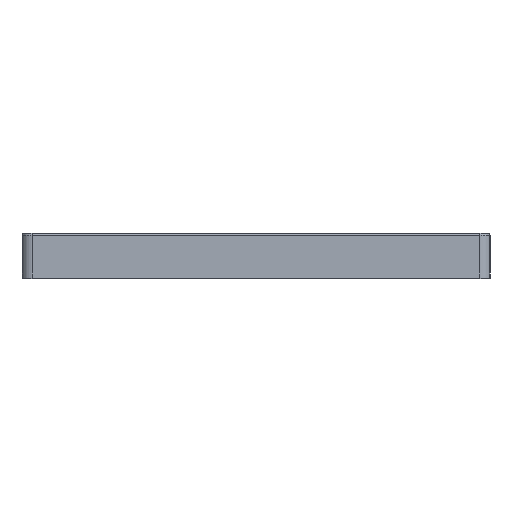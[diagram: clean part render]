
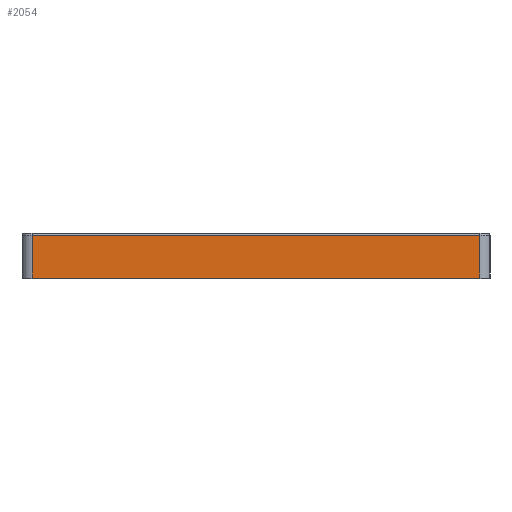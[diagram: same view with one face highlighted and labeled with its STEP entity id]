
A CAD part, left-side view. The second image highlights one B-rep face of the part: STEP entity #2054.
In plain terms, the highlighted planar face has unit normal (-1, 0, 0).
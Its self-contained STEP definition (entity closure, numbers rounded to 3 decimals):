
#65=PLANE('',#2284);
#164=LINE('',#3500,#316);
#166=LINE('',#3509,#318);
#167=LINE('',#3511,#319);
#168=LINE('',#3512,#320);
#316=VECTOR('',#2776,10.);
#318=VECTOR('',#2788,10.);
#319=VECTOR('',#2789,10.);
#320=VECTOR('',#2790,10.);
#492=FACE_OUTER_BOUND('',#626,.T.);
#626=EDGE_LOOP('',(#1668,#1669,#1670,#1671));
#1008=VERTEX_POINT('',#3494);
#1009=VERTEX_POINT('',#3498);
#1011=VERTEX_POINT('',#3508);
#1012=VERTEX_POINT('',#3510);
#1255=EDGE_CURVE('',#1009,#1008,#164,.T.);
#1259=EDGE_CURVE('',#1011,#1009,#166,.T.);
#1260=EDGE_CURVE('',#1012,#1011,#167,.T.);
#1261=EDGE_CURVE('',#1008,#1012,#168,.T.);
#1668=ORIENTED_EDGE('',*,*,#1255,.F.);
#1669=ORIENTED_EDGE('',*,*,#1259,.F.);
#1670=ORIENTED_EDGE('',*,*,#1260,.F.);
#1671=ORIENTED_EDGE('',*,*,#1261,.F.);
#2054=ADVANCED_FACE('',(#492),#65,.T.);
#2284=AXIS2_PLACEMENT_3D('',#3507,#2786,#2787);
#2776=DIRECTION('',(0.,1.,0.));
#2786=DIRECTION('center_axis',(-1.,0.,0.));
#2787=DIRECTION('ref_axis',(0.,-1.,0.));
#2788=DIRECTION('',(0.,0.,-1.));
#2789=DIRECTION('',(0.,-1.,0.));
#2790=DIRECTION('',(0.,0.,1.));
#3494=CARTESIAN_POINT('',(-4.5,6.,-1.5));
#3498=CARTESIAN_POINT('',(-4.5,-101.25,-1.5));
#3500=CARTESIAN_POINT('',(-4.5,-19.563,-1.5));
#3507=CARTESIAN_POINT('Origin',(-4.5,8.5,1.5));
#3508=CARTESIAN_POINT('',(-4.5,-101.25,8.8));
#3509=CARTESIAN_POINT('',(-4.5,-101.25,1.5));
#3510=CARTESIAN_POINT('',(-4.5,6.,8.8));
#3511=CARTESIAN_POINT('',(-4.5,-19.563,8.8));
#3512=CARTESIAN_POINT('',(-4.5,6.,1.5));
